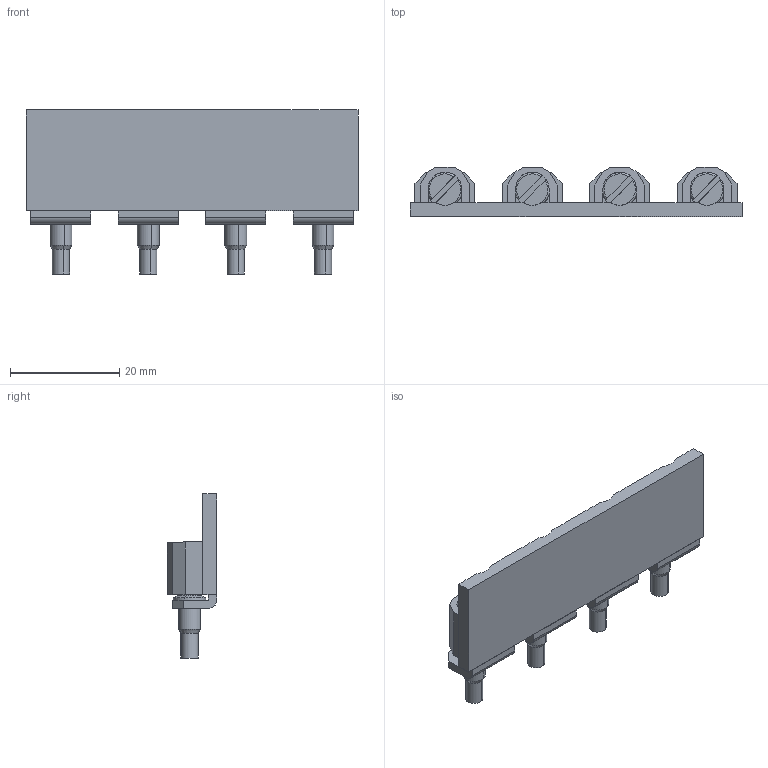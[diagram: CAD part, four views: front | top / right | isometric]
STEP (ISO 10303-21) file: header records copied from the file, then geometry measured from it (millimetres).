
FILE_DESCRIPTION(('CATIA V5 STEP Exchange','CAx-IF Rec.Pracs.--- Model Styling and Organization---1.4--- 2014-01-23'),'2;1');
FILE_NAME ('005783-5_0', '2023-02-24T09:35:17+00:00', ('none'), ('Weidmueller'), 'CATIA Version 5-6 Release 2016 SP3 HF44', 'CATIA V5 STEP AP214', 'none');
FILE_SCHEMA(('AUTOMOTIVE_DESIGN { 1 0 10303 214 1 1 1 1 }'));
Length unit declared in the file: millimetre
Products named in the file (1): 1079400000
Bounding box: 60.8 x 9 x 30.05 mm (x, y, z)
Volume: 4448.3 mm3; surface area: 6305.8 mm2
Topology: 13 solids, 13 shells, 274 faces, 702 edges, 454 vertices
Faces by surface type: plane 146, cylinder 64, cone 40, torus 24
Entity records: 7914 total; most frequent: CARTESIAN_POINT 1694, ORIENTED_EDGE 1404, DIRECTION 1005, EDGE_CURVE 702, VERTEX_POINT 454, VECTOR 451, LINE 451, AXIS2_PLACEMENT_3D 384
